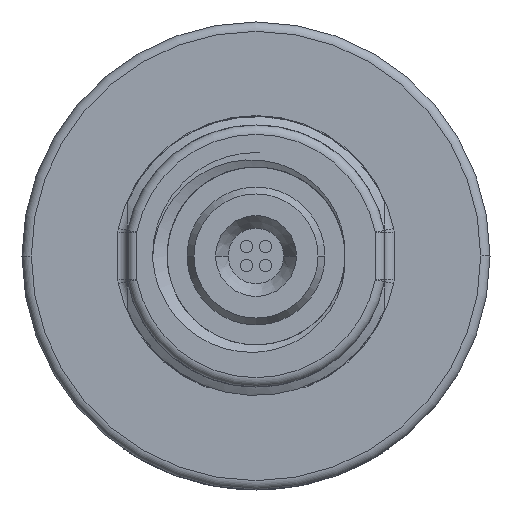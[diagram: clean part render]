
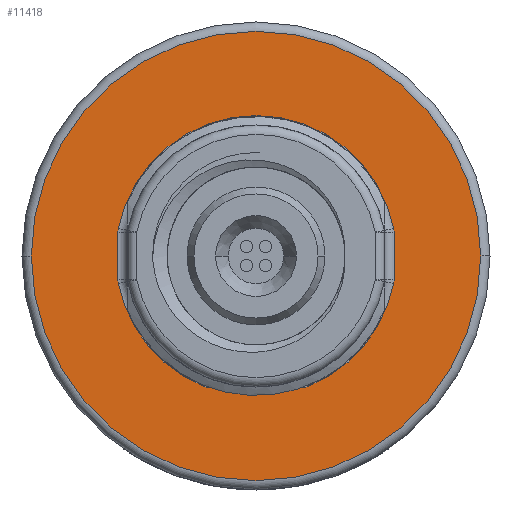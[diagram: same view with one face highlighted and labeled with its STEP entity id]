
A CAD part, front view. The second image highlights one B-rep face of the part: STEP entity #11418.
In plain terms, the highlighted planar face has unit normal (0, -1, 0).
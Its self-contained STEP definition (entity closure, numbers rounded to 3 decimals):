
#2403=CARTESIAN_POINT('',(0.,-3.,0.));
#2404=DIRECTION('',(0.,1.,0.));
#2405=DIRECTION('',(-1.,0.,0.));
#2406=AXIS2_PLACEMENT_3D('',#2403,#2404,#2405);
#2408=CARTESIAN_POINT('',(0.,-3.,0.));
#2409=DIRECTION('',(0.,1.,0.));
#2410=DIRECTION('',(1.,0.,0.));
#2411=AXIS2_PLACEMENT_3D('',#2408,#2409,#2410);
#2413=CARTESIAN_POINT('',(12.75,-3.,-2.537));
#2414=DIRECTION('',(0.,-1.,0.));
#2415=DIRECTION('',(0.981,0.,-0.195));
#2416=AXIS2_PLACEMENT_3D('',#2413,#2414,#2415);
#2418=DIRECTION('',(0.,0.,1.));
#2419=VECTOR('',#2418,5.074);
#2420=CARTESIAN_POINT('',(14.75,-3.,-2.537));
#2421=LINE('',#2420,#2419);
#2422=CARTESIAN_POINT('',(12.75,-3.,2.537));
#2423=DIRECTION('',(0.,-1.,0.));
#2424=DIRECTION('',(1.,0.,0.));
#2425=AXIS2_PLACEMENT_3D('',#2422,#2423,#2424);
#2427=CARTESIAN_POINT('',(0.,-3.,0.));
#2428=DIRECTION('',(0.,-1.,0.));
#2429=DIRECTION('',(0.981,0.,0.195));
#2430=AXIS2_PLACEMENT_3D('',#2427,#2428,#2429);
#2432=CARTESIAN_POINT('',(-12.75,-3.,2.537));
#2433=DIRECTION('',(0.,-1.,0.));
#2434=DIRECTION('',(-0.981,0.,0.195));
#2435=AXIS2_PLACEMENT_3D('',#2432,#2433,#2434);
#2437=DIRECTION('',(0.,0.,-1.));
#2438=VECTOR('',#2437,5.074);
#2439=CARTESIAN_POINT('',(-14.75,-3.,2.537));
#2440=LINE('',#2439,#2438);
#2441=CARTESIAN_POINT('',(-12.75,-3.,-2.537));
#2442=DIRECTION('',(0.,-1.,0.));
#2443=DIRECTION('',(-1.,0.,0.));
#2444=AXIS2_PLACEMENT_3D('',#2441,#2442,#2443);
#2446=CARTESIAN_POINT('',(0.,-3.,0.));
#2447=DIRECTION('',(0.,-1.,0.));
#2448=DIRECTION('',(-0.981,0.,-0.195));
#2449=AXIS2_PLACEMENT_3D('',#2446,#2447,#2448);
#2451=CARTESIAN_POINT('',(-4.888,-3.,-12.046));
#2452=DIRECTION('',(0.,-1.,0.));
#2453=DIRECTION('',(-0.376,0.,-0.927));
#2454=AXIS2_PLACEMENT_3D('',#2451,#2452,#2453);
#2456=CARTESIAN_POINT('',(0.,-3.,-19.));
#2457=DIRECTION('',(0.,1.,0.));
#2458=DIRECTION('',(-0.575,0.,0.818));
#2459=AXIS2_PLACEMENT_3D('',#2456,#2457,#2458);
#2461=CARTESIAN_POINT('',(4.888,-3.,-12.046));
#2462=DIRECTION('',(0.,-1.,0.));
#2463=DIRECTION('',(-0.575,0.,-0.818));
#2464=AXIS2_PLACEMENT_3D('',#2461,#2462,#2463);
#2466=CARTESIAN_POINT('',(0.,-3.,0.));
#2467=DIRECTION('',(0.,-1.,0.));
#2468=DIRECTION('',(0.376,0.,-0.927));
#2469=AXIS2_PLACEMENT_3D('',#2466,#2467,#2468);
#8760=CARTESIAN_POINT('',(-24.,-3.,0.));
#8761=CARTESIAN_POINT('',(24.,-3.,0.));
#8762=VERTEX_POINT('',#8760);
#8763=VERTEX_POINT('',#8761);
#8944=CARTESIAN_POINT('',(14.712,-3.,-2.928));
#8945=CARTESIAN_POINT('',(14.75,-3.,-2.537));
#8946=VERTEX_POINT('',#8944);
#8947=VERTEX_POINT('',#8945);
#8952=CARTESIAN_POINT('',(14.75,-3.,2.537));
#8953=VERTEX_POINT('',#8952);
#8954=CARTESIAN_POINT('',(14.712,-3.,2.928));
#8955=VERTEX_POINT('',#8954);
#8956=CARTESIAN_POINT('',(-14.712,-3.,2.928));
#8957=VERTEX_POINT('',#8956);
#8958=CARTESIAN_POINT('',(-14.75,-3.,2.537));
#8959=VERTEX_POINT('',#8958);
#8960=CARTESIAN_POINT('',(-14.75,-3.,-2.537));
#8961=VERTEX_POINT('',#8960);
#8964=CARTESIAN_POINT('',(-14.712,-3.,-2.928));
#8965=VERTEX_POINT('',#8964);
#8968=CARTESIAN_POINT('',(5.64,-3.,-13.899));
#8969=VERTEX_POINT('',#8968);
#8978=CARTESIAN_POINT('',(-5.64,-3.,-13.899));
#8979=VERTEX_POINT('',#8978);
#9057=CARTESIAN_POINT('',(3.738,-3.,-13.682));
#9058=VERTEX_POINT('',#9057);
#9061=CARTESIAN_POINT('',(-3.738,-3.,-13.682));
#9062=VERTEX_POINT('',#9061);
#11382=CARTESIAN_POINT('',(0.,-3.,0.));
#11383=DIRECTION('',(0.,-1.,0.));
#11384=DIRECTION('',(-1.,0.,0.));
#11385=AXIS2_PLACEMENT_3D('',#11382,#11383,#11384);
#11386=PLANE('',#11385);
#11388=ORIENTED_EDGE('',*,*,#11387,.T.);
#11390=ORIENTED_EDGE('',*,*,#11389,.T.);
#11391=EDGE_LOOP('',(#11388,#11390));
#11392=FACE_OUTER_BOUND('',#11391,.F.);
#11393=ORIENTED_EDGE('',*,*,#11372,.T.);
#11395=ORIENTED_EDGE('',*,*,#11394,.T.);
#11397=ORIENTED_EDGE('',*,*,#11396,.T.);
#11399=ORIENTED_EDGE('',*,*,#11398,.T.);
#11401=ORIENTED_EDGE('',*,*,#11400,.T.);
#11403=ORIENTED_EDGE('',*,*,#11402,.T.);
#11405=ORIENTED_EDGE('',*,*,#11404,.T.);
#11407=ORIENTED_EDGE('',*,*,#11406,.T.);
#11409=ORIENTED_EDGE('',*,*,#11408,.T.);
#11411=ORIENTED_EDGE('',*,*,#11410,.T.);
#11413=ORIENTED_EDGE('',*,*,#11412,.T.);
#11415=ORIENTED_EDGE('',*,*,#11414,.T.);
#11416=EDGE_LOOP('',(#11393,#11395,#11397,#11399,#11401,#11403,#11405,#11407,
#11409,#11411,#11413,#11415));
#11417=FACE_BOUND('',#11416,.F.);
#11418=ADVANCED_FACE('',(#11392,#11417),#11386,.T.);
#2407=CIRCLE('',#2406,24.);
#2412=CIRCLE('',#2411,24.);
#2417=CIRCLE('',#2416,2.);
#2426=CIRCLE('',#2425,2.);
#2431=CIRCLE('',#2430,15.);
#2436=CIRCLE('',#2435,2.);
#2445=CIRCLE('',#2444,2.);
#2450=CIRCLE('',#2449,15.);
#2455=CIRCLE('',#2454,2.);
#2460=CIRCLE('',#2459,6.5);
#2465=CIRCLE('',#2464,2.);
#2470=CIRCLE('',#2469,15.);
#11372=EDGE_CURVE('',#8946,#8947,#2417,.T.);
#11387=EDGE_CURVE('',#8762,#8763,#2407,.T.);
#11389=EDGE_CURVE('',#8763,#8762,#2412,.T.);
#11394=EDGE_CURVE('',#8947,#8953,#2421,.T.);
#11396=EDGE_CURVE('',#8953,#8955,#2426,.T.);
#11398=EDGE_CURVE('',#8955,#8957,#2431,.T.);
#11400=EDGE_CURVE('',#8957,#8959,#2436,.T.);
#11402=EDGE_CURVE('',#8959,#8961,#2440,.T.);
#11404=EDGE_CURVE('',#8961,#8965,#2445,.T.);
#11406=EDGE_CURVE('',#8965,#8979,#2450,.T.);
#11408=EDGE_CURVE('',#8979,#9062,#2455,.T.);
#11410=EDGE_CURVE('',#9062,#9058,#2460,.T.);
#11412=EDGE_CURVE('',#9058,#8969,#2465,.T.);
#11414=EDGE_CURVE('',#8969,#8946,#2470,.T.);
